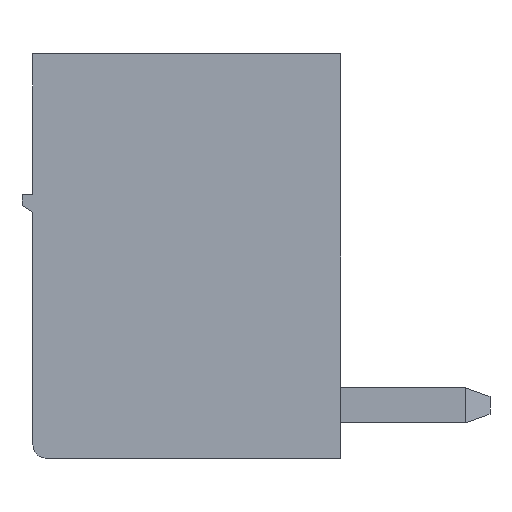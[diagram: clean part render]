
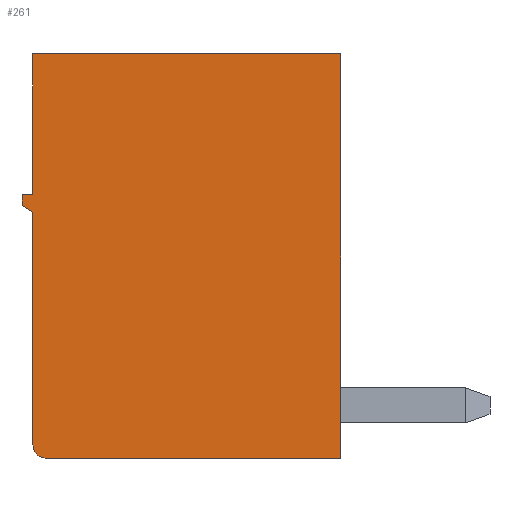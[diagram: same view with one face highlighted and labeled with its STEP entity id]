
A CAD part, left-side view. The second image highlights one B-rep face of the part: STEP entity #261.
In plain terms, the highlighted planar face has unit normal (-1, 0, 0).
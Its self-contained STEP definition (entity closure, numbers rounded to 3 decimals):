
#261 = ADVANCED_FACE( '', ( #666 ), #667, .F. );
#666 = FACE_OUTER_BOUND( '', #1225, .T. );
#667 = PLANE( '', #1226 );
#1225 = EDGE_LOOP( '', ( #1935, #1936, #1937, #1938, #1939, #1940, #1941, #1942, #1943 ) );
#1226 = AXIS2_PLACEMENT_3D( '', #1944, #1945, #1946 );
#1935 = ORIENTED_EDGE( '', *, *, #3476, .F. );
#1936 = ORIENTED_EDGE( '', *, *, #3477, .F. );
#1937 = ORIENTED_EDGE( '', *, *, #3478, .F. );
#1938 = ORIENTED_EDGE( '', *, *, #3479, .F. );
#1939 = ORIENTED_EDGE( '', *, *, #3480, .F. );
#1940 = ORIENTED_EDGE( '', *, *, #3481, .F. );
#1941 = ORIENTED_EDGE( '', *, *, #3482, .F. );
#1942 = ORIENTED_EDGE( '', *, *, #3483, .T. );
#1943 = ORIENTED_EDGE( '', *, *, #3484, .F. );
#1944 = CARTESIAN_POINT( '', ( -1003.027, -164.14, 0.933 ) );
#1945 = DIRECTION( '', ( 1., 0., 0. ) );
#1946 = DIRECTION( '', ( 0., 1., 0. ) );
#3476 = EDGE_CURVE( '', #4228, #4229, #4230, .T. );
#3477 = EDGE_CURVE( '', #4231, #4228, #4232, .T. );
#3478 = EDGE_CURVE( '', #4233, #4231, #4234, .T. );
#3479 = EDGE_CURVE( '', #4235, #4233, #4236, .T. );
#3480 = EDGE_CURVE( '', #4237, #4235, #4238, .T. );
#3481 = EDGE_CURVE( '', #4239, #4237, #4240, .T. );
#3482 = EDGE_CURVE( '', #4241, #4239, #4242, .T. );
#3483 = EDGE_CURVE( '', #4241, #4243, #4244, .T. );
#3484 = EDGE_CURVE( '', #4229, #4243, #4245, .T. );
#4228 = VERTEX_POINT( '', #5283 );
#4229 = VERTEX_POINT( '', #5284 );
#4230 = LINE( '', #5285, #5286 );
#4231 = VERTEX_POINT( '', #5287 );
#4232 = LINE( '', #5288, #5289 );
#4233 = VERTEX_POINT( '', #5290 );
#4234 = LINE( '', #5291, #5292 );
#4235 = VERTEX_POINT( '', #5293 );
#4236 = LINE( '', #5294, #5295 );
#4237 = VERTEX_POINT( '', #5296 );
#4238 = LINE( '', #5297, #5298 );
#4239 = VERTEX_POINT( '', #5299 );
#4240 = LINE( '', #5300, #5301 );
#4241 = VERTEX_POINT( '', #5302 );
#4242 = LINE( '', #5303, #5304 );
#4243 = VERTEX_POINT( '', #5305 );
#4244 = CIRCLE( '', #5306, 0.3 );
#4245 = LINE( '', #5307, #5308 );
#5283 = CARTESIAN_POINT( '', ( -1003.027, -171.14, 0.933 ) );
#5284 = CARTESIAN_POINT( '', ( -1003.027, -171.14, -8.267 ) );
#5285 = CARTESIAN_POINT( '', ( -1003.027, -171.14, -8.267 ) );
#5286 = VECTOR( '', #6396, 1000. );
#5287 = CARTESIAN_POINT( '', ( -1003.027, -164.14, 0.933 ) );
#5288 = CARTESIAN_POINT( '', ( -1003.027, -171.14, 0.933 ) );
#5289 = VECTOR( '', #6397, 1000. );
#5290 = CARTESIAN_POINT( '', ( -1003.027, -164.14, -2.267 ) );
#5291 = CARTESIAN_POINT( '', ( -1003.027, -164.14, 0.933 ) );
#5292 = VECTOR( '', #6398, 1000. );
#5293 = CARTESIAN_POINT( '', ( -1003.027, -163.89, -2.267 ) );
#5294 = CARTESIAN_POINT( '', ( -1003.027, -164.14, -2.267 ) );
#5295 = VECTOR( '', #6399, 1000. );
#5296 = CARTESIAN_POINT( '', ( -1003.027, -163.89, -2.517 ) );
#5297 = CARTESIAN_POINT( '', ( -1003.027, -163.89, -2.267 ) );
#5298 = VECTOR( '', #6400, 1000. );
#5299 = CARTESIAN_POINT( '', ( -1003.027, -164.14, -2.667 ) );
#5300 = CARTESIAN_POINT( '', ( -1003.027, -163.89, -2.517 ) );
#5301 = VECTOR( '', #6401, 1000. );
#5302 = CARTESIAN_POINT( '', ( -1003.027, -164.14, -7.967 ) );
#5303 = CARTESIAN_POINT( '', ( -1003.027, -164.14, -2.667 ) );
#5304 = VECTOR( '', #6402, 1000. );
#5305 = CARTESIAN_POINT( '', ( -1003.027, -164.44, -8.267 ) );
#5306 = AXIS2_PLACEMENT_3D( '', #6403, #6404, #6405 );
#5307 = CARTESIAN_POINT( '', ( -1003.027, -164.44, -8.267 ) );
#5308 = VECTOR( '', #6406, 1000. );
#6396 = DIRECTION( '', ( 0., 0., -1. ) );
#6397 = DIRECTION( '', ( 0., -1., 0. ) );
#6398 = DIRECTION( '', ( 0., 0., 1. ) );
#6399 = DIRECTION( '', ( 0., -1., 0. ) );
#6400 = DIRECTION( '', ( 0., 0., 1. ) );
#6401 = DIRECTION( '', ( 0., 0.857, 0.514 ) );
#6402 = DIRECTION( '', ( 0., 0., 1. ) );
#6403 = CARTESIAN_POINT( '', ( -1003.027, -164.44, -7.967 ) );
#6404 = DIRECTION( '', ( -1., 0., 0. ) );
#6405 = DIRECTION( '', ( 0., 0., -1. ) );
#6406 = DIRECTION( '', ( 0., 1., 0. ) );
